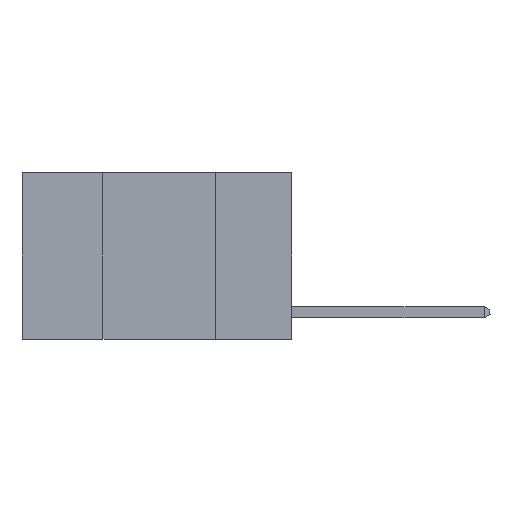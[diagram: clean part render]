
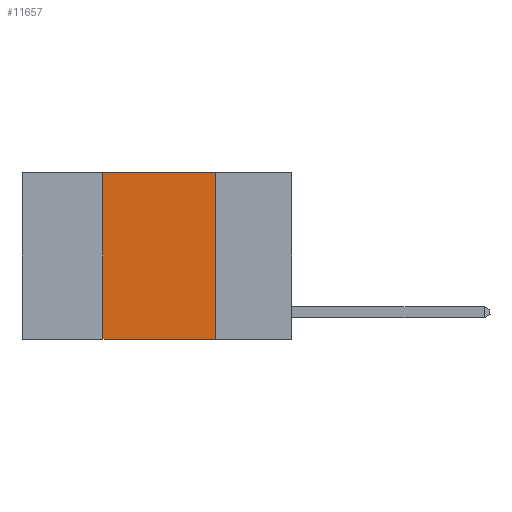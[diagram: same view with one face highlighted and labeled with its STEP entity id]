
A CAD part, left-side view. The second image highlights one B-rep face of the part: STEP entity #11657.
In plain terms, the highlighted planar face has unit normal (-1, 0, 0).
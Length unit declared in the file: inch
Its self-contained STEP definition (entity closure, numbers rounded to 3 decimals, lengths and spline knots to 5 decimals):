
#434 = FACE_OUTER_BOUND ( 'NONE', #10840, .T. ) ;
#502 = DIRECTION ( 'NONE',  ( 1., 0., 0. ) ) ;
#593 = DIRECTION ( 'NONE',  ( 0., 0., -1. ) ) ;
#692 = LINE ( 'NONE', #5787, #4695 ) ;
#730 = EDGE_CURVE ( 'NONE', #6241, #10544, #4743, .T. ) ;
#1273 = VERTEX_POINT ( 'NONE', #12295 ) ;
#1775 = CARTESIAN_POINT ( 'NONE',  ( 0., 0.17, 0. ) ) ;
#1928 = CARTESIAN_POINT ( 'NONE',  ( 0., 0.42, 0. ) ) ;
#2682 = AXIS2_PLACEMENT_3D ( 'NONE', #3455, #502, #8667 ) ;
#3455 = CARTESIAN_POINT ( 'NONE',  ( 0., 0.6, 0. ) ) ;
#3520 = VECTOR ( 'NONE', #4675, 39.37008 ) ;
#3715 = CARTESIAN_POINT ( 'NONE',  ( 0., 0.17, -0.37 ) ) ;
#4414 = EDGE_CURVE ( 'NONE', #7294, #6241, #692, .T. ) ;
#4675 = DIRECTION ( 'NONE',  ( 0., -1., 0. ) ) ;
#4695 = VECTOR ( 'NONE', #7660, 39.37008 ) ;
#4743 = LINE ( 'NONE', #1775, #12395 ) ;
#5787 = CARTESIAN_POINT ( 'NONE',  ( 0., 0.6, 0. ) ) ;
#5872 = LINE ( 'NONE', #8884, #3520 ) ;
#6241 = VERTEX_POINT ( 'NONE', #8408 ) ;
#6513 = ORIENTED_EDGE ( 'NONE', *, *, #730, .F. ) ;
#7294 = VERTEX_POINT ( 'NONE', #11552 ) ;
#7660 = DIRECTION ( 'NONE',  ( 0., -1., 0. ) ) ;
#8408 = CARTESIAN_POINT ( 'NONE',  ( 0., 0.17, 0. ) ) ;
#8667 = DIRECTION ( 'NONE',  ( 0., 0., -1. ) ) ;
#8842 = LINE ( 'NONE', #1928, #11087 ) ;
#8884 = CARTESIAN_POINT ( 'NONE',  ( 0., 0.6, -0.37 ) ) ;
#9054 = EDGE_CURVE ( 'NONE', #1273, #10544, #5872, .T. ) ;
#9468 = ORIENTED_EDGE ( 'NONE', *, *, #4414, .F. ) ;
#10544 = VERTEX_POINT ( 'NONE', #3715 ) ;
#10745 = DIRECTION ( 'NONE',  ( 0., 0., 1. ) ) ;
#10840 = EDGE_LOOP ( 'NONE', ( #6513, #9468, #11835, #12919 ) ) ;
#11087 = VECTOR ( 'NONE', #10745, 39.37008 ) ;
#11552 = CARTESIAN_POINT ( 'NONE',  ( 0., 0.42, 0. ) ) ;
#11657 = ADVANCED_FACE ( 'NONE', ( #434 ), #12499, .F. ) ;
#11835 = ORIENTED_EDGE ( 'NONE', *, *, #12266, .F. ) ;
#12266 = EDGE_CURVE ( 'NONE', #1273, #7294, #8842, .T. ) ;
#12295 = CARTESIAN_POINT ( 'NONE',  ( 0., 0.42, -0.37 ) ) ;
#12395 = VECTOR ( 'NONE', #593, 39.37008 ) ;
#12499 = PLANE ( 'NONE',  #2682 ) ;
#12919 = ORIENTED_EDGE ( 'NONE', *, *, #9054, .T. ) ;
